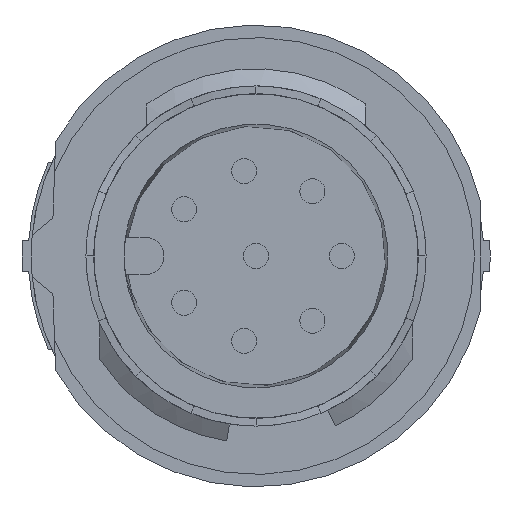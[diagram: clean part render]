
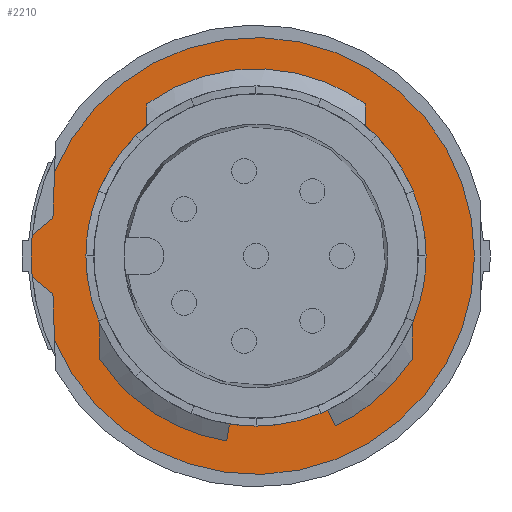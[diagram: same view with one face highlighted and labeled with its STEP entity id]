
A CAD part, left-side view. The second image highlights one B-rep face of the part: STEP entity #2210.
In plain terms, the highlighted planar face has unit normal (-1, 0, 0).
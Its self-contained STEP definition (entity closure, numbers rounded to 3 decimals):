
#1250=CARTESIAN_POINT('',(-37.678,6.455,
-2.708));
#1260=VERTEX_POINT('',#1250);
#1290=CARTESIAN_POINT('',(-37.678,0.,
0.));
#1300=DIRECTION('',(-1.,0.,0.));
#1310=DIRECTION('',(0.,0.,-1.));
#1320=AXIS2_PLACEMENT_3D('',#1290,#1300,#1310);
#1330=CIRCLE('',#1320,7.);
#1340=CARTESIAN_POINT('',(-37.678,6.455,
2.708));
#1350=VERTEX_POINT('',#1340);
#1360=EDGE_CURVE('',#1260,#1350,#1330,.T.);
#1550=CARTESIAN_POINT('',(-37.678,-6.225,0.
));
#1560=DIRECTION('',(-1.,0.,0.));
#1570=DIRECTION('',(0.,0.,-1.));
#1580=AXIS2_PLACEMENT_3D('',#1550,#1560,#1570);
#1590=PLANE('',#1580);
#1600=CARTESIAN_POINT('',(-37.678,0.,
0.));
#1610=DIRECTION('',(1.,0.,0.));
#1620=DIRECTION('',(0.,0.966,
0.259));
#1630=AXIS2_PLACEMENT_3D('',#1600,#1610,#1620);
#1640=CIRCLE('',#1630,5.45);
#1650=CARTESIAN_POINT('',(-37.678,5.264,
1.411));
#1660=VERTEX_POINT('',#1650);
#1670=CARTESIAN_POINT('',(-37.678,-5.264,
-1.411));
#1680=VERTEX_POINT('',#1670);
#1690=EDGE_CURVE('',#1660,#1680,#1640,.T.);
#1700=ORIENTED_EDGE('',*,*,#1690,.T.);
#1710=EDGE_CURVE('',#1680,#1660,#1640,.T.);
#1720=ORIENTED_EDGE('',*,*,#1710,.T.);
#1730=EDGE_LOOP('',(#1720,#1700));
#1740=FACE_BOUND('',#1730,.T.);
#1750=CARTESIAN_POINT('',(-37.678,-6.975,
12.128));
#1760=DIRECTION('',(0.,-0.777,
0.629));
#1770=VECTOR('',#1760,1.);
#1780=LINE('',#1750,#1770);
#1790=CARTESIAN_POINT('',(-37.678,7.168,
0.675));
#1800=VERTEX_POINT('',#1790);
#1810=CARTESIAN_POINT('',(-37.678,6.507,
1.21));
#1820=VERTEX_POINT('',#1810);
#1830=EDGE_CURVE('',#1800,#1820,#1780,.T.);
#1840=ORIENTED_EDGE('',*,*,#1830,.F.);
#1850=CARTESIAN_POINT('',(-37.678,6.55,
0.));
#1860=DIRECTION('',(0.,-0.035,
0.999));
#1870=VECTOR('',#1860,1.);
#1880=LINE('',#1850,#1870);
#1890=EDGE_CURVE('',#1820,#1350,#1880,.T.);
#1900=ORIENTED_EDGE('',*,*,#1890,.F.);
#1910=ORIENTED_EDGE('',*,*,#1360,.T.);
#1920=CARTESIAN_POINT('',(-37.678,6.55,
0.));
#1930=DIRECTION('',(0.,0.035,
0.999));
#1940=VECTOR('',#1930,1.);
#1950=LINE('',#1920,#1940);
#1960=CARTESIAN_POINT('',(-37.678,6.507,
-1.21));
#1970=VERTEX_POINT('',#1960);
#1980=EDGE_CURVE('',#1260,#1970,#1950,.T.);
#1990=ORIENTED_EDGE('',*,*,#1980,.F.);
#2000=CARTESIAN_POINT('',(-37.678,-6.975,
-12.128));
#2010=DIRECTION('',(0.,0.777,
0.629));
#2020=VECTOR('',#2010,1.);
#2030=LINE('',#2000,#2020);
#2040=CARTESIAN_POINT('',(-37.678,7.168,
-0.675));
#2050=VERTEX_POINT('',#2040);
#2060=EDGE_CURVE('',#1970,#2050,#2030,.T.);
#2070=ORIENTED_EDGE('',*,*,#2060,.F.);
#2080=CARTESIAN_POINT('',(-37.678,0.,
0.));
#2090=DIRECTION('',(1.,0.,0.));
#2100=DIRECTION('',(0.,1.,0.));
#2110=AXIS2_PLACEMENT_3D('',#2080,#2090,#2100);
#2120=CIRCLE('',#2110,7.2);
#2130=CARTESIAN_POINT('',(-37.678,7.2,
0.));
#2140=VERTEX_POINT('',#2130);
#2150=EDGE_CURVE('',#2050,#2140,#2120,.T.);
#2160=ORIENTED_EDGE('',*,*,#2150,.F.);
#2170=EDGE_CURVE('',#2140,#1800,#2120,.T.);
#2180=ORIENTED_EDGE('',*,*,#2170,.F.);
#2190=EDGE_LOOP('',(#2180,#2160,#2070,#1990,#1910,#1900,#1840));
#2200=FACE_OUTER_BOUND('',#2190,.T.);
#2210=ADVANCED_FACE('',(#1740,#2200),#1590,.T.);
